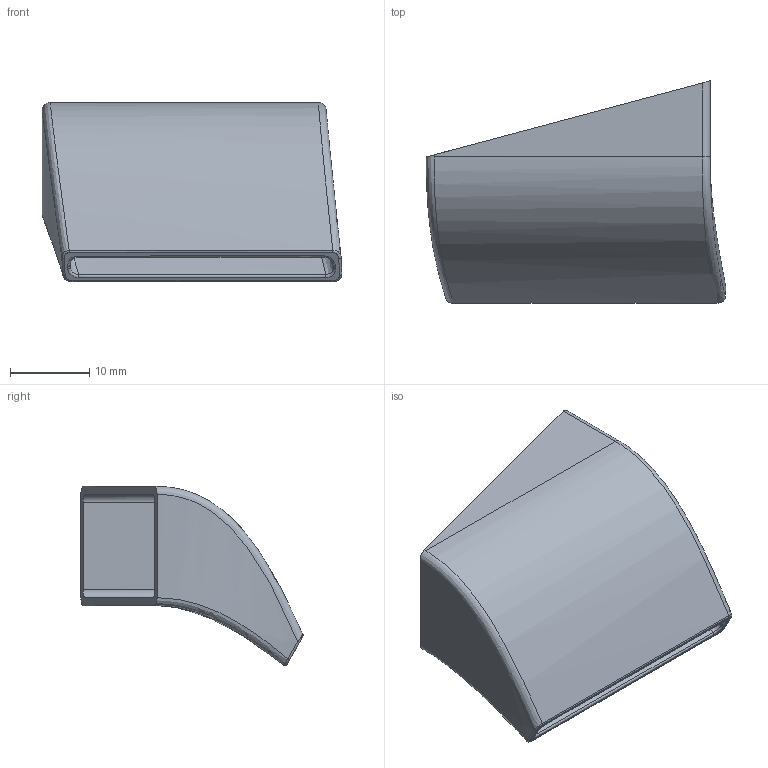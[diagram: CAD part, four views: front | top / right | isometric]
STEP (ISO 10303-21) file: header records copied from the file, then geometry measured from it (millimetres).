
FILE_DESCRIPTION (( 'STEP AP214' ), '1' );
FILE_NAME ('duck1.STEP', '2025-05-13T15:31:50', ( '' ), ( '' ), 'SwSTEP 2.0', 'SolidWorks 2024', '' );
FILE_SCHEMA (( 'AUTOMOTIVE_DESIGN' ));
Length unit declared in the file: millimetre
Products named in the file (1): duck1
Bounding box: 37.72 x 27.95 x 22.53 mm (x, y, z)
Volume: 2468.4 mm3; surface area: 5005 mm2
Topology: 1 solids, 1 shells, 46 faces, 106 edges, 62 vertices
Faces by surface type: bspline 35, plane 7, cylinder 4
Entity records: 2878 total; most frequent: CARTESIAN_POINT 2067, ORIENTED_EDGE 212, EDGE_CURVE 106, DIRECTION 87, VERTEX_POINT 62, B_SPLINE_CURVE_WITH_KNOTS 61, EDGE_LOOP 48, FACE_OUTER_BOUND 46
